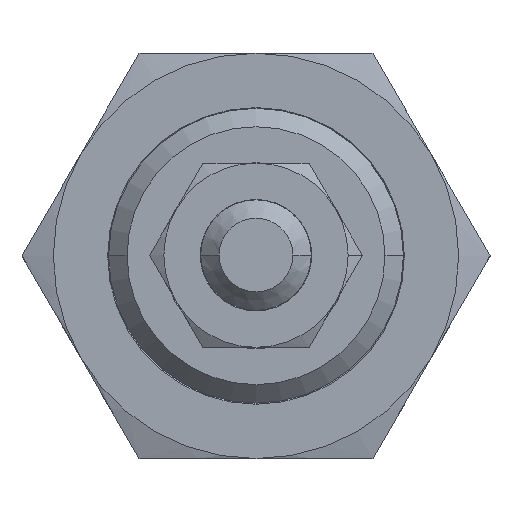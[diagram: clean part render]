
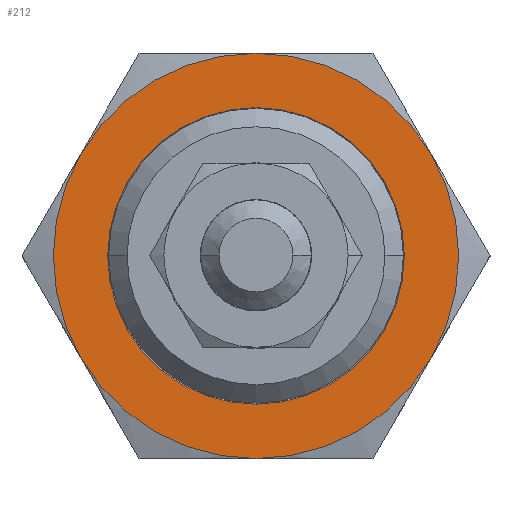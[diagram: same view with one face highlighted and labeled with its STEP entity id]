
A CAD part, top view. The second image highlights one B-rep face of the part: STEP entity #212.
In plain terms, the highlighted planar face has unit normal (0, 0, 1).
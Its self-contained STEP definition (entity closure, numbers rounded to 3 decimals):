
#2 = CIRCLE ( 'NONE', #2944, 11. ) ;
#175 = CIRCLE ( 'NONE', #1356, 11. ) ;
#212 = ADVANCED_FACE ( 'NONE', ( #5966, #5904 ), #264, .F. ) ;
#264 = PLANE ( 'NONE',  #3227 ) ;
#270 = VERTEX_POINT ( 'NONE', #8770 ) ;
#572 = VERTEX_POINT ( 'NONE', #9898 ) ;
#620 = CARTESIAN_POINT ( 'NONE',  ( 0., 11., 84. ) ) ;
#659 = DIRECTION ( 'NONE',  ( 0., 0., -1. ) ) ;
#770 = CARTESIAN_POINT ( 'NONE',  ( 0., -11., 84. ) ) ;
#1356 = AXIS2_PLACEMENT_3D ( 'NONE', #1382, #11586, #6834 ) ;
#1375 = ORIENTED_EDGE ( 'NONE', *, *, #6928, .F. ) ;
#1382 = CARTESIAN_POINT ( 'NONE',  ( 0., 0., 84. ) ) ;
#1788 = CIRCLE ( 'NONE', #2958, 11. ) ;
#1843 = DIRECTION ( 'NONE',  ( 0., 0., -1. ) ) ;
#2538 = DIRECTION ( 'NONE',  ( -0.866, -0.5, 0. ) ) ;
#2823 = EDGE_CURVE ( 'NONE', #5073, #10611, #10309, .T. ) ;
#2940 = CARTESIAN_POINT ( 'NONE',  ( 0., 0., 84. ) ) ;
#2944 = AXIS2_PLACEMENT_3D ( 'NONE', #3452, #7189, #2538 ) ;
#2946 = CARTESIAN_POINT ( 'NONE',  ( -6.972, -4.025, 84. ) ) ;
#2958 = AXIS2_PLACEMENT_3D ( 'NONE', #4657, #8316, #11002 ) ;
#3226 = VERTEX_POINT ( 'NONE', #5698 ) ;
#3227 = AXIS2_PLACEMENT_3D ( 'NONE', #7793, #8831, #7735 ) ;
#3452 = CARTESIAN_POINT ( 'NONE',  ( 0., 0., 84. ) ) ;
#3720 = VERTEX_POINT ( 'NONE', #6960 ) ;
#3807 = CARTESIAN_POINT ( 'NONE',  ( 0., 0., 84. ) ) ;
#3843 = EDGE_CURVE ( 'NONE', #3720, #5073, #175, .T. ) ;
#3846 = EDGE_LOOP ( 'NONE', ( #4005, #9777 ) ) ;
#4005 = ORIENTED_EDGE ( 'NONE', *, *, #11156, .T. ) ;
#4337 = ORIENTED_EDGE ( 'NONE', *, *, #7591, .F. ) ;
#4657 = CARTESIAN_POINT ( 'NONE',  ( 0., 0., 84. ) ) ;
#4811 = CARTESIAN_POINT ( 'NONE',  ( -9.526, -5.5, 84. ) ) ;
#5073 = VERTEX_POINT ( 'NONE', #770 ) ;
#5107 = CIRCLE ( 'NONE', #9771, 8.05 ) ;
#5140 = DIRECTION ( 'NONE',  ( -0.866, -0.5, 0. ) ) ;
#5698 = CARTESIAN_POINT ( 'NONE',  ( 9.526, 5.5, 84. ) ) ;
#5722 = AXIS2_PLACEMENT_3D ( 'NONE', #7209, #659, #5140 ) ;
#5904 = FACE_OUTER_BOUND ( 'NONE', #9081, .T. ) ;
#5966 = FACE_BOUND ( 'NONE', #3846, .T. ) ;
#6038 = EDGE_CURVE ( 'NONE', #3226, #3720, #2, .T. ) ;
#6204 = EDGE_CURVE ( 'NONE', #6669, #270, #5107, .T. ) ;
#6446 = VERTEX_POINT ( 'NONE', #620 ) ;
#6471 = ORIENTED_EDGE ( 'NONE', *, *, #6038, .F. ) ;
#6502 = CIRCLE ( 'NONE', #7663, 11. ) ;
#6532 = CIRCLE ( 'NONE', #8082, 8.05 ) ;
#6669 = VERTEX_POINT ( 'NONE', #2946 ) ;
#6834 = DIRECTION ( 'NONE',  ( -0.866, -0.5, 0. ) ) ;
#6928 = EDGE_CURVE ( 'NONE', #572, #6446, #1788, .T. ) ;
#6960 = CARTESIAN_POINT ( 'NONE',  ( 9.526, -5.5, 84. ) ) ;
#7189 = DIRECTION ( 'NONE',  ( 0., 0., -1. ) ) ;
#7209 = CARTESIAN_POINT ( 'NONE',  ( 0., 0., 84. ) ) ;
#7542 = DIRECTION ( 'NONE',  ( 0., 0., -1. ) ) ;
#7562 = ORIENTED_EDGE ( 'NONE', *, *, #2823, .F. ) ;
#7591 = EDGE_CURVE ( 'NONE', #10611, #572, #6502, .T. ) ;
#7606 = DIRECTION ( 'NONE',  ( -0.866, -0.5, 0. ) ) ;
#7663 = AXIS2_PLACEMENT_3D ( 'NONE', #8018, #9067, #11742 ) ;
#7724 = DIRECTION ( 'NONE',  ( 0., 0., -1. ) ) ;
#7735 = DIRECTION ( 'NONE',  ( -0.866, -0.5, 0. ) ) ;
#7790 = ORIENTED_EDGE ( 'NONE', *, *, #3843, .F. ) ;
#7793 = CARTESIAN_POINT ( 'NONE',  ( 0., 0., 84. ) ) ;
#8018 = CARTESIAN_POINT ( 'NONE',  ( 0., 0., 84. ) ) ;
#8082 = AXIS2_PLACEMENT_3D ( 'NONE', #2940, #1843, #8323 ) ;
#8316 = DIRECTION ( 'NONE',  ( 0., 0., -1. ) ) ;
#8323 = DIRECTION ( 'NONE',  ( -0.866, -0.5, 0. ) ) ;
#8491 = EDGE_CURVE ( 'NONE', #6446, #3226, #11364, .T. ) ;
#8696 = CARTESIAN_POINT ( 'NONE',  ( 0., 0., 84. ) ) ;
#8770 = CARTESIAN_POINT ( 'NONE',  ( 6.972, 4.025, 84. ) ) ;
#8831 = DIRECTION ( 'NONE',  ( 0., 0., -1. ) ) ;
#9067 = DIRECTION ( 'NONE',  ( 0., 0., -1. ) ) ;
#9081 = EDGE_LOOP ( 'NONE', ( #4337, #7562, #7790, #6471, #10651, #1375 ) ) ;
#9728 = AXIS2_PLACEMENT_3D ( 'NONE', #3807, #7542, #11259 ) ;
#9771 = AXIS2_PLACEMENT_3D ( 'NONE', #8696, #7724, #7606 ) ;
#9777 = ORIENTED_EDGE ( 'NONE', *, *, #6204, .T. ) ;
#9898 = CARTESIAN_POINT ( 'NONE',  ( -9.526, 5.5, 84. ) ) ;
#10309 = CIRCLE ( 'NONE', #9728, 11. ) ;
#10611 = VERTEX_POINT ( 'NONE', #4811 ) ;
#10651 = ORIENTED_EDGE ( 'NONE', *, *, #8491, .F. ) ;
#11002 = DIRECTION ( 'NONE',  ( -0.866, -0.5, 0. ) ) ;
#11156 = EDGE_CURVE ( 'NONE', #270, #6669, #6532, .T. ) ;
#11259 = DIRECTION ( 'NONE',  ( -0.866, -0.5, 0. ) ) ;
#11364 = CIRCLE ( 'NONE', #5722, 11. ) ;
#11586 = DIRECTION ( 'NONE',  ( 0., 0., -1. ) ) ;
#11742 = DIRECTION ( 'NONE',  ( -0.866, -0.5, 0. ) ) ;
